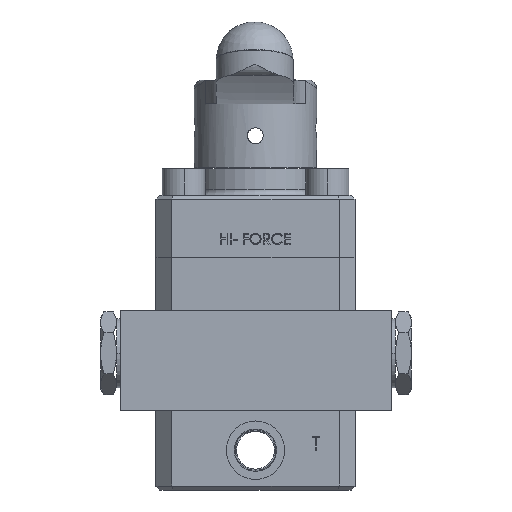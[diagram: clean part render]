
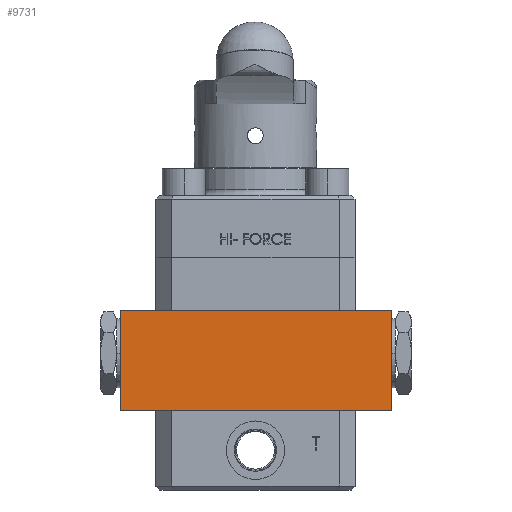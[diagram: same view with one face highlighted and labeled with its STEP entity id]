
A CAD part, front view. The second image highlights one B-rep face of the part: STEP entity #9731.
In plain terms, the highlighted planar face has unit normal (0, -1, 0).
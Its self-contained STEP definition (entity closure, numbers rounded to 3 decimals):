
#203 = CARTESIAN_POINT ( 'NONE',  ( 123.71, -37.5, 43.424 ) ) ;
#1644 = DIRECTION ( 'NONE',  ( 0., 0., 1. ) ) ;
#2908 = DIRECTION ( 'NONE',  ( 0., 0., -1. ) ) ;
#2948 = EDGE_CURVE ( 'NONE', #15937, #10307, #18151, .T. ) ;
#4816 = DIRECTION ( 'NONE',  ( -1., 0., 0. ) ) ;
#5150 = FACE_OUTER_BOUND ( 'NONE', #12440, .T. ) ;
#6053 = ORIENTED_EDGE ( 'NONE', *, *, #2948, .F. ) ;
#6241 = ORIENTED_EDGE ( 'NONE', *, *, #6804, .F. ) ;
#6252 = CARTESIAN_POINT ( 'NONE',  ( 123.71, -37.5, 80.924 ) ) ;
#6804 = EDGE_CURVE ( 'NONE', #15587, #15937, #9697, .T. ) ;
#7269 = CARTESIAN_POINT ( 'NONE',  ( 123.71, -37.5, 43.424 ) ) ;
#8843 = DIRECTION ( 'NONE',  ( 0., 0., -1. ) ) ;
#9459 = CARTESIAN_POINT ( 'NONE',  ( 21.71, -37.5, 80.924 ) ) ;
#9697 = LINE ( 'NONE', #11484, #17297 ) ;
#9731 = ADVANCED_FACE ( 'NONE', ( #5150 ), #15839, .F. ) ;
#10214 = DIRECTION ( 'NONE',  ( 0., 1., 0. ) ) ;
#10215 = DIRECTION ( 'NONE',  ( -1., 0., 0. ) ) ;
#10262 = EDGE_CURVE ( 'NONE', #16136, #10307, #14762, .T. ) ;
#10307 = VERTEX_POINT ( 'NONE', #11752 ) ;
#10541 = VECTOR ( 'NONE', #10215, 1000. ) ;
#10818 = ORIENTED_EDGE ( 'NONE', *, *, #10262, .T. ) ;
#11027 = LINE ( 'NONE', #17774, #18185 ) ;
#11484 = CARTESIAN_POINT ( 'NONE',  ( 123.71, -37.5, 43.424 ) ) ;
#11752 = CARTESIAN_POINT ( 'NONE',  ( 21.71, -37.5, 43.424 ) ) ;
#12194 = ORIENTED_EDGE ( 'NONE', *, *, #14243, .T. ) ;
#12440 = EDGE_LOOP ( 'NONE', ( #10818, #6053, #6241, #12194 ) ) ;
#13051 = CARTESIAN_POINT ( 'NONE',  ( 123.71, -37.5, 43.424 ) ) ;
#14243 = EDGE_CURVE ( 'NONE', #15587, #16136, #11027, .T. ) ;
#14460 = CARTESIAN_POINT ( 'NONE',  ( 21.71, -37.5, 43.424 ) ) ;
#14762 = LINE ( 'NONE', #14460, #18101 ) ;
#15587 = VERTEX_POINT ( 'NONE', #6252 ) ;
#15839 = PLANE ( 'NONE',  #17431 ) ;
#15937 = VERTEX_POINT ( 'NONE', #7269 ) ;
#16136 = VERTEX_POINT ( 'NONE', #9459 ) ;
#17297 = VECTOR ( 'NONE', #2908, 1000. ) ;
#17431 = AXIS2_PLACEMENT_3D ( 'NONE', #203, #10214, #1644 ) ;
#17774 = CARTESIAN_POINT ( 'NONE',  ( 123.71, -37.5, 80.924 ) ) ;
#18101 = VECTOR ( 'NONE', #8843, 1000. ) ;
#18151 = LINE ( 'NONE', #13051, #10541 ) ;
#18185 = VECTOR ( 'NONE', #4816, 1000. ) ;
